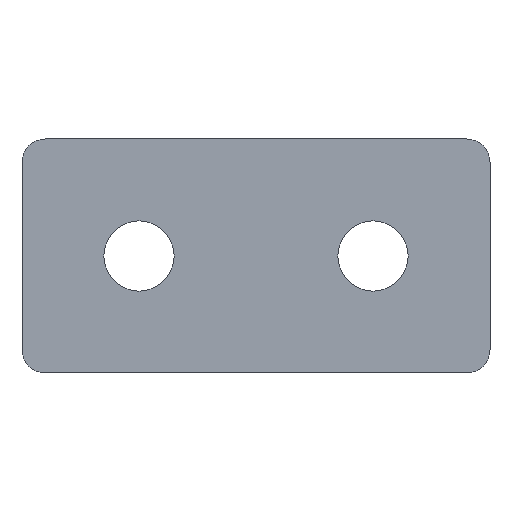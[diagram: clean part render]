
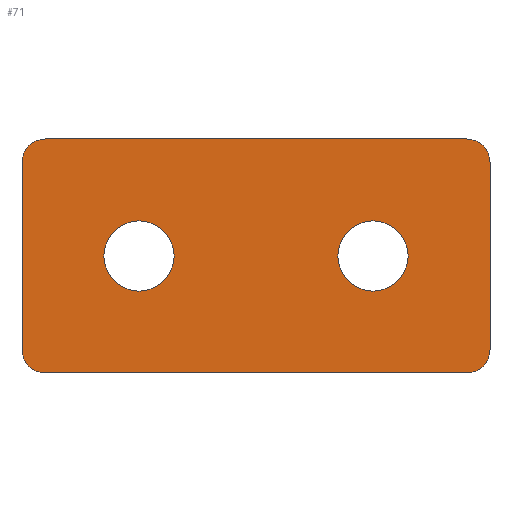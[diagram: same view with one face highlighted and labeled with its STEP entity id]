
A CAD part, front view. The second image highlights one B-rep face of the part: STEP entity #71.
In plain terms, the highlighted planar face has unit normal (0, -1, 0).
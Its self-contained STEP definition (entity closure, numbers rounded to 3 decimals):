
#5 = EDGE_CURVE ( 'NONE', #81, #192, #244, .T. ) ;
#7 = VERTEX_POINT ( 'NONE', #396 ) ;
#8 = EDGE_CURVE ( 'NONE', #52, #21, #454, .T. ) ;
#15 = CARTESIAN_POINT ( 'NONE',  ( 0., 0., -10. ) ) ;
#21 = VERTEX_POINT ( 'NONE', #285 ) ;
#24 = CARTESIAN_POINT ( 'NONE',  ( 5., 0., -5. ) ) ;
#30 = DIRECTION ( 'NONE',  ( 0., 0., 1. ) ) ;
#37 = DIRECTION ( 'NONE',  ( 0., 0., -1. ) ) ;
#38 = VERTEX_POINT ( 'NONE', #253 ) ;
#46 = DIRECTION ( 'NONE',  ( 0., 0., -1. ) ) ;
#52 = VERTEX_POINT ( 'NONE', #470 ) ;
#56 = CARTESIAN_POINT ( 'NONE',  ( 19., 0., -9. ) ) ;
#61 = VECTOR ( 'NONE', #409, 1000. ) ;
#65 = ORIENTED_EDGE ( 'NONE', *, *, #348, .T. ) ;
#71 = ADVANCED_FACE ( 'NONE', ( #377, #255, #408 ), #217, .T. ) ;
#76 = ORIENTED_EDGE ( 'NONE', *, *, #5, .F. ) ;
#81 = VERTEX_POINT ( 'NONE', #145 ) ;
#82 = CARTESIAN_POINT ( 'NONE',  ( 20., 0., 0. ) ) ;
#84 = EDGE_CURVE ( 'NONE', #21, #52, #212, .T. ) ;
#86 = CIRCLE ( 'NONE', #173, 1. ) ;
#87 = VERTEX_POINT ( 'NONE', #108 ) ;
#88 = CARTESIAN_POINT ( 'NONE',  ( 20., 0., -9. ) ) ;
#94 = EDGE_CURVE ( 'NONE', #38, #464, #337, .T. ) ;
#98 = DIRECTION ( 'NONE',  ( 0., 1., 0. ) ) ;
#101 = LINE ( 'NONE', #447, #61 ) ;
#103 = CARTESIAN_POINT ( 'NONE',  ( 1., 0., -9. ) ) ;
#105 = CARTESIAN_POINT ( 'NONE',  ( 15., 0., -5. ) ) ;
#108 = CARTESIAN_POINT ( 'NONE',  ( 0., 0., -9. ) ) ;
#111 = ORIENTED_EDGE ( 'NONE', *, *, #121, .T. ) ;
#119 = ORIENTED_EDGE ( 'NONE', *, *, #479, .F. ) ;
#121 = EDGE_CURVE ( 'NONE', #464, #38, #179, .T. ) ;
#132 = DIRECTION ( 'NONE',  ( 0., 0., 1. ) ) ;
#140 = DIRECTION ( 'NONE',  ( 0., 0., 1. ) ) ;
#143 = DIRECTION ( 'NONE',  ( 0., 0., 1. ) ) ;
#145 = CARTESIAN_POINT ( 'NONE',  ( 19., 0., -10. ) ) ;
#151 = EDGE_LOOP ( 'NONE', ( #424, #274 ) ) ;
#153 = EDGE_CURVE ( 'NONE', #87, #192, #86, .T. ) ;
#166 = DIRECTION ( 'NONE',  ( 0., 0., -1. ) ) ;
#173 = AXIS2_PLACEMENT_3D ( 'NONE', #103, #407, #177 ) ;
#175 = CARTESIAN_POINT ( 'NONE',  ( 15., 0., -5. ) ) ;
#177 = DIRECTION ( 'NONE',  ( 0., 0., -1. ) ) ;
#179 = CIRCLE ( 'NONE', #471, 1.5 ) ;
#181 = CARTESIAN_POINT ( 'NONE',  ( 1., 0., -10. ) ) ;
#183 = ORIENTED_EDGE ( 'NONE', *, *, #412, .T. ) ;
#186 = ORIENTED_EDGE ( 'NONE', *, *, #287, .F. ) ;
#187 = AXIS2_PLACEMENT_3D ( 'NONE', #105, #452, #143 ) ;
#188 = AXIS2_PLACEMENT_3D ( 'NONE', #243, #404, #166 ) ;
#189 = CARTESIAN_POINT ( 'NONE',  ( 1., 0., 0. ) ) ;
#190 = EDGE_CURVE ( 'NONE', #403, #272, #214, .T. ) ;
#192 = VERTEX_POINT ( 'NONE', #181 ) ;
#200 = EDGE_CURVE ( 'NONE', #87, #7, #101, .T. ) ;
#210 = DIRECTION ( 'NONE',  ( 0., 0., -1. ) ) ;
#212 = CIRCLE ( 'NONE', #400, 1.5 ) ;
#214 = CIRCLE ( 'NONE', #356, 1. ) ;
#217 = PLANE ( 'NONE',  #427 ) ;
#219 = DIRECTION ( 'NONE',  ( 0., -1., 0. ) ) ;
#222 = AXIS2_PLACEMENT_3D ( 'NONE', #24, #98, #132 ) ;
#224 = VECTOR ( 'NONE', #46, 1000. ) ;
#229 = LINE ( 'NONE', #82, #224 ) ;
#235 = ORIENTED_EDGE ( 'NONE', *, *, #94, .T. ) ;
#238 = ORIENTED_EDGE ( 'NONE', *, *, #153, .T. ) ;
#243 = CARTESIAN_POINT ( 'NONE',  ( 1., 0., -1. ) ) ;
#244 = LINE ( 'NONE', #15, #390 ) ;
#253 = CARTESIAN_POINT ( 'NONE',  ( 15., 0., -6.5 ) ) ;
#255 = FACE_OUTER_BOUND ( 'NONE', #361, .T. ) ;
#272 = VERTEX_POINT ( 'NONE', #462 ) ;
#273 = CARTESIAN_POINT ( 'NONE',  ( 0., 0., 0. ) ) ;
#274 = ORIENTED_EDGE ( 'NONE', *, *, #8, .T. ) ;
#280 = DIRECTION ( 'NONE',  ( 0., -1., 0. ) ) ;
#283 = LINE ( 'NONE', #273, #319 ) ;
#285 = CARTESIAN_POINT ( 'NONE',  ( 5., 0., -6.5 ) ) ;
#287 = EDGE_CURVE ( 'NONE', #403, #393, #229, .T. ) ;
#293 = CARTESIAN_POINT ( 'NONE',  ( 5., 0., -5. ) ) ;
#300 = VERTEX_POINT ( 'NONE', #189 ) ;
#310 = DIRECTION ( 'NONE',  ( -1., 0., 0. ) ) ;
#319 = VECTOR ( 'NONE', #438, 1000. ) ;
#320 = CARTESIAN_POINT ( 'NONE',  ( 20., 0., -1. ) ) ;
#327 = CARTESIAN_POINT ( 'NONE',  ( 0., 0., 0. ) ) ;
#328 = AXIS2_PLACEMENT_3D ( 'NONE', #56, #280, #210 ) ;
#337 = CIRCLE ( 'NONE', #187, 1.5 ) ;
#348 = EDGE_CURVE ( 'NONE', #300, #7, #391, .T. ) ;
#356 = AXIS2_PLACEMENT_3D ( 'NONE', #366, #219, #483 ) ;
#361 = EDGE_LOOP ( 'NONE', ( #453, #238, #76, #183, #186, #372, #119, #65 ) ) ;
#366 = CARTESIAN_POINT ( 'NONE',  ( 19., 0., -1. ) ) ;
#369 = DIRECTION ( 'NONE',  ( 0., 1., 0. ) ) ;
#372 = ORIENTED_EDGE ( 'NONE', *, *, #190, .T. ) ;
#374 = CIRCLE ( 'NONE', #328, 1. ) ;
#377 = FACE_BOUND ( 'NONE', #151, .T. ) ;
#387 = EDGE_LOOP ( 'NONE', ( #235, #111 ) ) ;
#390 = VECTOR ( 'NONE', #310, 1000. ) ;
#391 = CIRCLE ( 'NONE', #188, 1. ) ;
#393 = VERTEX_POINT ( 'NONE', #88 ) ;
#396 = CARTESIAN_POINT ( 'NONE',  ( 0., 0., -1. ) ) ;
#400 = AXIS2_PLACEMENT_3D ( 'NONE', #293, #411, #30 ) ;
#403 = VERTEX_POINT ( 'NONE', #320 ) ;
#404 = DIRECTION ( 'NONE',  ( 0., -1., 0. ) ) ;
#407 = DIRECTION ( 'NONE',  ( 0., -1., 0. ) ) ;
#408 = FACE_BOUND ( 'NONE', #387, .T. ) ;
#409 = DIRECTION ( 'NONE',  ( 0., 0., 1. ) ) ;
#411 = DIRECTION ( 'NONE',  ( 0., 1., 0. ) ) ;
#412 = EDGE_CURVE ( 'NONE', #81, #393, #374, .T. ) ;
#424 = ORIENTED_EDGE ( 'NONE', *, *, #84, .T. ) ;
#427 = AXIS2_PLACEMENT_3D ( 'NONE', #327, #486, #37 ) ;
#438 = DIRECTION ( 'NONE',  ( 1., 0., 0. ) ) ;
#447 = CARTESIAN_POINT ( 'NONE',  ( 0., 0., 0. ) ) ;
#452 = DIRECTION ( 'NONE',  ( 0., 1., 0. ) ) ;
#453 = ORIENTED_EDGE ( 'NONE', *, *, #200, .F. ) ;
#454 = CIRCLE ( 'NONE', #222, 1.5 ) ;
#462 = CARTESIAN_POINT ( 'NONE',  ( 19., 0., 0. ) ) ;
#464 = VERTEX_POINT ( 'NONE', #477 ) ;
#470 = CARTESIAN_POINT ( 'NONE',  ( 5., 0., -3.5 ) ) ;
#471 = AXIS2_PLACEMENT_3D ( 'NONE', #175, #369, #140 ) ;
#477 = CARTESIAN_POINT ( 'NONE',  ( 15., 0., -3.5 ) ) ;
#479 = EDGE_CURVE ( 'NONE', #300, #272, #283, .T. ) ;
#483 = DIRECTION ( 'NONE',  ( 0., 0., -1. ) ) ;
#486 = DIRECTION ( 'NONE',  ( 0., -1., 0. ) ) ;
